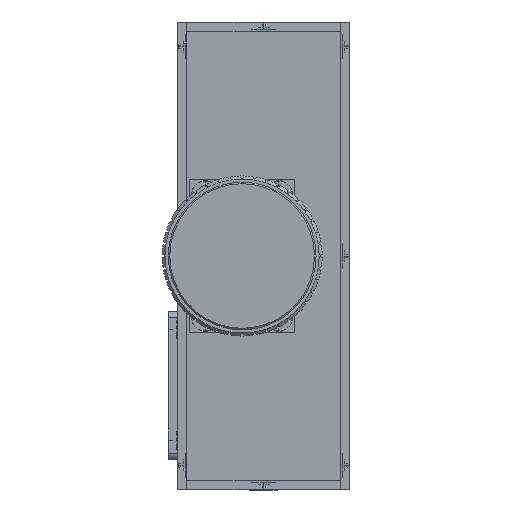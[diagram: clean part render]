
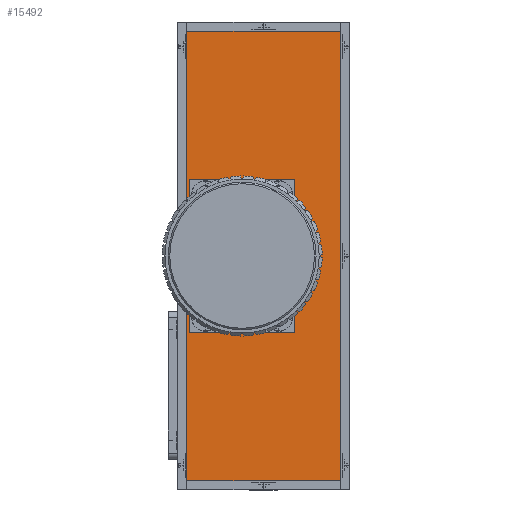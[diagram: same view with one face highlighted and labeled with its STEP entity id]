
A CAD part, left-side view. The second image highlights one B-rep face of the part: STEP entity #15492.
In plain terms, the highlighted planar face has unit normal (-1, 0, 0).
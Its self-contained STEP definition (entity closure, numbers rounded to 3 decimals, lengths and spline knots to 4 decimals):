
#534 = VECTOR ( 'NONE', #85294, 39.3701 ) ;
#643 = VECTOR ( 'NONE', #13949, 39.3701 ) ;
#3667 = ORIENTED_EDGE ( 'NONE', *, *, #100879, .T. ) ;
#5863 = PLANE ( 'NONE',  #34420 ) ;
#12642 = CARTESIAN_POINT ( 'NONE',  ( -6.3386, 0.4724, -0.4921 ) ) ;
#13949 = DIRECTION ( 'NONE',  ( 0., -1., 0. ) ) ;
#14291 = CARTESIAN_POINT ( 'NONE',  ( -6.3386, 0.4921, -1.437 ) ) ;
#15492 = ADVANCED_FACE ( 'NONE', ( #95250, #20700 ), #5863, .F. ) ;
#15981 = EDGE_CURVE ( 'NONE', #27776, #16156, #37794, .T. ) ;
#16156 = VERTEX_POINT ( 'NONE', #51933 ) ;
#17620 = CARTESIAN_POINT ( 'NONE',  ( -6.3386, 0.4921, 1.437 ) ) ;
#18073 = ORIENTED_EDGE ( 'NONE', *, *, #15981, .T. ) ;
#19308 = CARTESIAN_POINT ( 'NONE',  ( -6.3386, 0.4724, -0.4921 ) ) ;
#19476 = CARTESIAN_POINT ( 'NONE',  ( -6.3386, -0.1969, 0.4921 ) ) ;
#20268 = CARTESIAN_POINT ( 'NONE',  ( -6.3386, 0.4921, 1.4961 ) ) ;
#20294 = VERTEX_POINT ( 'NONE', #17620 ) ;
#20700 = FACE_OUTER_BOUND ( 'NONE', #25920, .T. ) ;
#21308 = CARTESIAN_POINT ( 'NONE',  ( -6.3386, -0.4921, 1.4961 ) ) ;
#22465 = VECTOR ( 'NONE', #24875, 39.3701 ) ;
#22797 = LINE ( 'NONE', #32283, #22465 ) ;
#24875 = DIRECTION ( 'NONE',  ( 0., -1., 0. ) ) ;
#25082 = VECTOR ( 'NONE', #67228, 39.3701 ) ;
#25920 = EDGE_LOOP ( 'NONE', ( #95228, #18073, #3667, #40412 ) ) ;
#26137 = EDGE_CURVE ( 'NONE', #27776, #20294, #101204, .T. ) ;
#27088 = LINE ( 'NONE', #69349, #62598 ) ;
#27297 = EDGE_LOOP ( 'NONE', ( #47390, #88787, #70722, #31272 ) ) ;
#27776 = VERTEX_POINT ( 'NONE', #14291 ) ;
#31272 = ORIENTED_EDGE ( 'NONE', *, *, #64162, .F. ) ;
#32283 = CARTESIAN_POINT ( 'NONE',  ( -6.3386, -0.1969, -0.4921 ) ) ;
#34420 = AXIS2_PLACEMENT_3D ( 'NONE', #69869, #76786, #54024 ) ;
#35875 = LINE ( 'NONE', #51711, #82676 ) ;
#37794 = LINE ( 'NONE', #70011, #643 ) ;
#40412 = ORIENTED_EDGE ( 'NONE', *, *, #66057, .F. ) ;
#42924 = CARTESIAN_POINT ( 'NONE',  ( -6.3386, -0.1969, -0.4921 ) ) ;
#44598 = LINE ( 'NONE', #21308, #534 ) ;
#47390 = ORIENTED_EDGE ( 'NONE', *, *, #97419, .F. ) ;
#49185 = CARTESIAN_POINT ( 'NONE',  ( -6.3386, -0.4921, 1.437 ) ) ;
#49825 = CARTESIAN_POINT ( 'NONE',  ( -6.3386, 0.4724, 0.4921 ) ) ;
#51711 = CARTESIAN_POINT ( 'NONE',  ( -6.3386, 0.5512, 1.437 ) ) ;
#51933 = CARTESIAN_POINT ( 'NONE',  ( -6.3386, -0.4921, -1.437 ) ) ;
#54024 = DIRECTION ( 'NONE',  ( 0., 0., 1. ) ) ;
#56642 = VERTEX_POINT ( 'NONE', #83056 ) ;
#59334 = DIRECTION ( 'NONE',  ( 0., 1., 0. ) ) ;
#62598 = VECTOR ( 'NONE', #59334, 39.3701 ) ;
#64162 = EDGE_CURVE ( 'NONE', #56642, #90449, #75686, .T. ) ;
#65293 = EDGE_CURVE ( 'NONE', #68417, #77204, #91766, .T. ) ;
#66057 = EDGE_CURVE ( 'NONE', #20294, #84210, #35875, .T. ) ;
#67228 = DIRECTION ( 'NONE',  ( 0., 0., 1. ) ) ;
#67448 = EDGE_CURVE ( 'NONE', #90449, #68417, #27088, .T. ) ;
#68417 = VERTEX_POINT ( 'NONE', #49825 ) ;
#69349 = CARTESIAN_POINT ( 'NONE',  ( -6.3386, -0.1969, 0.4921 ) ) ;
#69869 = CARTESIAN_POINT ( 'NONE',  ( -6.3386, 0.5512, 1.4961 ) ) ;
#70011 = CARTESIAN_POINT ( 'NONE',  ( -6.3386, 0.5512, -1.437 ) ) ;
#70722 = ORIENTED_EDGE ( 'NONE', *, *, #67448, .F. ) ;
#75686 = LINE ( 'NONE', #42924, #25082 ) ;
#76786 = DIRECTION ( 'NONE',  ( 1., 0., 0. ) ) ;
#76959 = DIRECTION ( 'NONE',  ( 0., 0., -1. ) ) ;
#77204 = VERTEX_POINT ( 'NONE', #12642 ) ;
#82676 = VECTOR ( 'NONE', #85017, 39.3701 ) ;
#83056 = CARTESIAN_POINT ( 'NONE',  ( -6.3386, -0.1969, -0.4921 ) ) ;
#84210 = VERTEX_POINT ( 'NONE', #49185 ) ;
#85017 = DIRECTION ( 'NONE',  ( 0., -1., 0. ) ) ;
#85294 = DIRECTION ( 'NONE',  ( 0., 0., 1. ) ) ;
#88787 = ORIENTED_EDGE ( 'NONE', *, *, #65293, .F. ) ;
#89384 = VECTOR ( 'NONE', #76959, 39.3701 ) ;
#90449 = VERTEX_POINT ( 'NONE', #19476 ) ;
#91766 = LINE ( 'NONE', #19308, #89384 ) ;
#95228 = ORIENTED_EDGE ( 'NONE', *, *, #26137, .F. ) ;
#95250 = FACE_BOUND ( 'NONE', #27297, .T. ) ;
#97419 = EDGE_CURVE ( 'NONE', #77204, #56642, #22797, .T. ) ;
#99617 = DIRECTION ( 'NONE',  ( 0., 0., 1. ) ) ;
#100263 = VECTOR ( 'NONE', #99617, 39.3701 ) ;
#100879 = EDGE_CURVE ( 'NONE', #16156, #84210, #44598, .T. ) ;
#101204 = LINE ( 'NONE', #20268, #100263 ) ;
